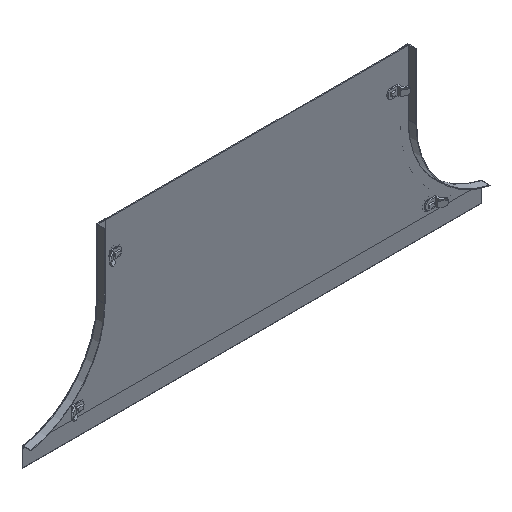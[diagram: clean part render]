
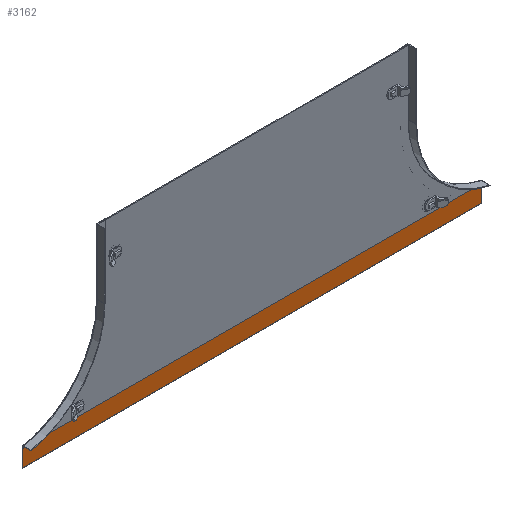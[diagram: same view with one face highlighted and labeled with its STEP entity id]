
A CAD part, isometric view. The second image highlights one B-rep face of the part: STEP entity #3162.
In plain terms, the highlighted planar face has unit normal (0, -1, 0).
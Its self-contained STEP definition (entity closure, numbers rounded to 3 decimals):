
#143 = DIRECTION ( 'NONE',  ( -1., 0., 0. ) ) ;
#181 = DIRECTION ( 'NONE',  ( 0., 0., 1. ) ) ;
#191 = DIRECTION ( 'NONE',  ( 0., 0., 1. ) ) ;
#213 = VERTEX_POINT ( 'NONE', #3399 ) ;
#319 = VERTEX_POINT ( 'NONE', #3198 ) ;
#363 = LINE ( 'NONE', #752, #718 ) ;
#454 = DIRECTION ( 'NONE',  ( -1., 0., 0. ) ) ;
#485 = EDGE_CURVE ( 'NONE', #3045, #319, #363, .T. ) ;
#520 = FACE_OUTER_BOUND ( 'NONE', #2458, .T. ) ;
#555 = ORIENTED_EDGE ( 'NONE', *, *, #2638, .F. ) ;
#718 = VECTOR ( 'NONE', #2730, 1000. ) ;
#752 = CARTESIAN_POINT ( 'NONE',  ( -370.5, 0., -281.529 ) ) ;
#932 = VECTOR ( 'NONE', #191, 1000. ) ;
#983 = CARTESIAN_POINT ( 'NONE',  ( 370.5, 0., -254.914 ) ) ;
#988 = VERTEX_POINT ( 'NONE', #3038 ) ;
#994 = CARTESIAN_POINT ( 'NONE',  ( -370.5, 0., -282. ) ) ;
#1041 = DIRECTION ( 'NONE',  ( 0., -1., 0. ) ) ;
#1058 = EDGE_CURVE ( 'NONE', #319, #3328, #1773, .T. ) ;
#1192 = VECTOR ( 'NONE', #143, 1000. ) ;
#1483 = EDGE_CURVE ( 'NONE', #1981, #988, #3408, .T. ) ;
#1535 = ORIENTED_EDGE ( 'NONE', *, *, #485, .F. ) ;
#1584 = DIRECTION ( 'NONE',  ( 0., 0., -1. ) ) ;
#1624 = CARTESIAN_POINT ( 'NONE',  ( -370.5, 0., -104.529 ) ) ;
#1629 = CARTESIAN_POINT ( 'NONE',  ( 370.5, 0., -254.914 ) ) ;
#1645 = EDGE_CURVE ( 'NONE', #1981, #213, #3217, .T. ) ;
#1683 = VECTOR ( 'NONE', #181, 1000. ) ;
#1773 = LINE ( 'NONE', #1624, #1683 ) ;
#1905 = VECTOR ( 'NONE', #2125, 1000. ) ;
#1964 = CARTESIAN_POINT ( 'NONE',  ( -370.5, 0., -254.5 ) ) ;
#1981 = VERTEX_POINT ( 'NONE', #983 ) ;
#2125 = DIRECTION ( 'NONE',  ( 0., 0., -1. ) ) ;
#2140 = EDGE_CURVE ( 'NONE', #213, #3328, #2994, .T. ) ;
#2385 = PLANE ( 'NONE',  #2609 ) ;
#2458 = EDGE_LOOP ( 'NONE', ( #2734, #2727, #2820, #2986, #1535, #555 ) ) ;
#2609 = AXIS2_PLACEMENT_3D ( 'NONE', #3219, #1041, #1584 ) ;
#2638 = EDGE_CURVE ( 'NONE', #988, #3045, #2826, .T. ) ;
#2718 = CARTESIAN_POINT ( 'NONE',  ( 370.5, 0., -282. ) ) ;
#2727 = ORIENTED_EDGE ( 'NONE', *, *, #1645, .T. ) ;
#2730 = DIRECTION ( 'NONE',  ( 0., 0., 1. ) ) ;
#2734 = ORIENTED_EDGE ( 'NONE', *, *, #1483, .F. ) ;
#2820 = ORIENTED_EDGE ( 'NONE', *, *, #2140, .T. ) ;
#2826 = LINE ( 'NONE', #2718, #3309 ) ;
#2934 = CARTESIAN_POINT ( 'NONE',  ( 370.5, 0., -281.529 ) ) ;
#2973 = CARTESIAN_POINT ( 'NONE',  ( 400., 0., -254.5 ) ) ;
#2986 = ORIENTED_EDGE ( 'NONE', *, *, #1058, .F. ) ;
#2994 = LINE ( 'NONE', #2973, #1192 ) ;
#3038 = CARTESIAN_POINT ( 'NONE',  ( 370.5, 0., -282. ) ) ;
#3045 = VERTEX_POINT ( 'NONE', #994 ) ;
#3162 = ADVANCED_FACE ( 'NONE', ( #520 ), #2385, .T. ) ;
#3198 = CARTESIAN_POINT ( 'NONE',  ( -370.5, 0., -254.914 ) ) ;
#3217 = LINE ( 'NONE', #1629, #932 ) ;
#3219 = CARTESIAN_POINT ( 'NONE',  ( 400., 0., -104.529 ) ) ;
#3309 = VECTOR ( 'NONE', #454, 1000. ) ;
#3328 = VERTEX_POINT ( 'NONE', #1964 ) ;
#3399 = CARTESIAN_POINT ( 'NONE',  ( 370.5, 0., -254.5 ) ) ;
#3408 = LINE ( 'NONE', #2934, #1905 ) ;
